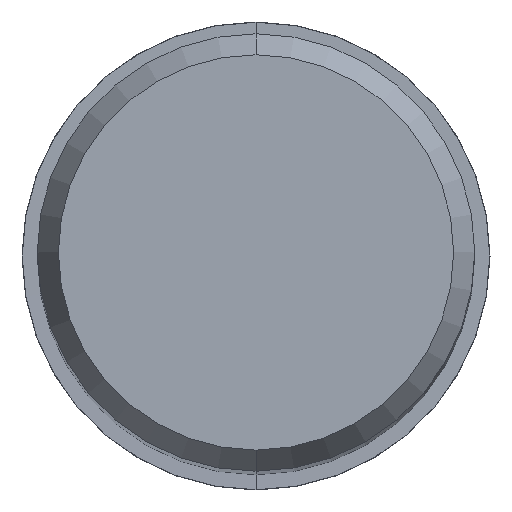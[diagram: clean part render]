
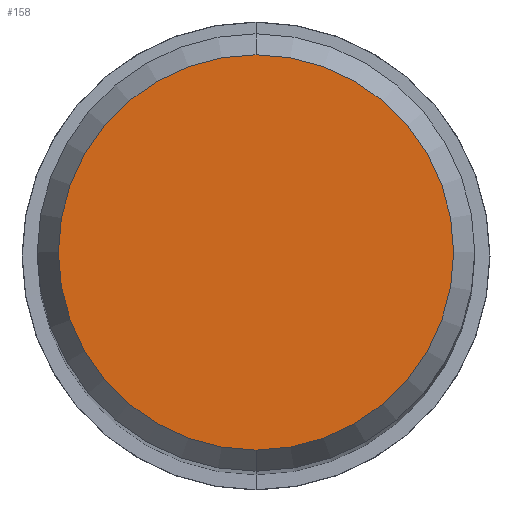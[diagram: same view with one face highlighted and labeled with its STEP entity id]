
A CAD part, top view. The second image highlights one B-rep face of the part: STEP entity #158.
In plain terms, the highlighted planar face has unit normal (0, 0, 1).
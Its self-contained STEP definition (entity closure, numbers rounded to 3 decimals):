
#82=EDGE_CURVE('',#110,#128,#195,.T.);
#86=EDGE_CURVE('',#128,#110,#199,.T.);
#110=VERTEX_POINT('',#225);
#128=VERTEX_POINT('',#246);
#158=ADVANCED_FACE('',(#281),#282,.T.);
#195=CIRCLE('',#315,4.304);
#199=CIRCLE('',#320,4.304);
#225=CARTESIAN_POINT('',(0.0,4.304,0.01));
#246=CARTESIAN_POINT('',(0.,-4.304,0.01));
#281=FACE_OUTER_BOUND('',#418,.T.);
#282=PLANE('',#419);
#315=AXIS2_PLACEMENT_3D('',#447,#448,#449);
#320=AXIS2_PLACEMENT_3D('',#450,#451,#452);
#418=EDGE_LOOP('',(#548,#549));
#419=AXIS2_PLACEMENT_3D('',#550,#551,#552);
#447=CARTESIAN_POINT('',(0.0,0.0,0.01));
#448=DIRECTION('',(0.0,0.0,-1.0));
#449=DIRECTION('',(0.0,1.0,0.0));
#450=CARTESIAN_POINT('',(0.0,0.0,0.01));
#451=DIRECTION('',(0.0,0.0,-1.0));
#452=DIRECTION('',(0.0,1.0,0.0));
#548=ORIENTED_EDGE('',*,*,#82,.F.);
#549=ORIENTED_EDGE('',*,*,#86,.F.);
#550=CARTESIAN_POINT('',(0.0,2.152,0.01));
#551=DIRECTION('',(-0.0,0.0,1.0));
#552=DIRECTION('',(0.0,-1.0,0.0));
